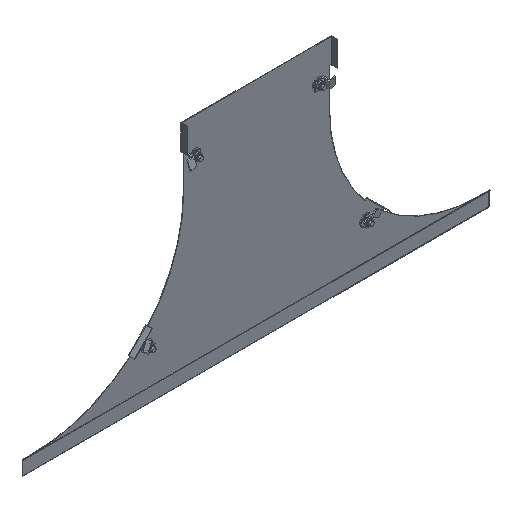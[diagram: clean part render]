
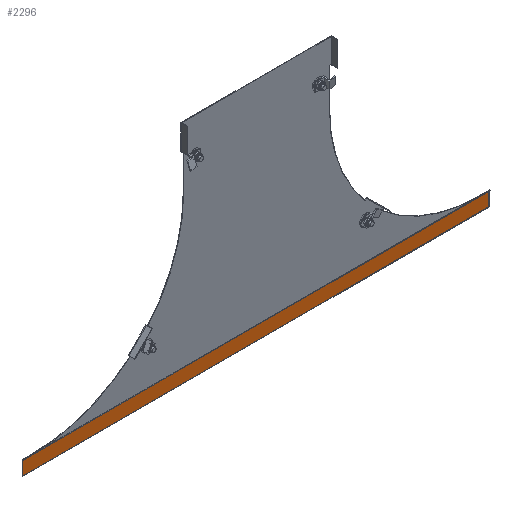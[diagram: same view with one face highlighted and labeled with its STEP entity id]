
A CAD part, isometric view. The second image highlights one B-rep face of the part: STEP entity #2296.
In plain terms, the highlighted planar face has unit normal (0, -1, 0).
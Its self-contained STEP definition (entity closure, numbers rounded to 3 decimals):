
#2 = LINE ( 'NONE', #4299, #5046 ) ;
#25 = CARTESIAN_POINT ( 'NONE',  ( 470., 0.5, -430.5 ) ) ;
#70 = AXIS2_PLACEMENT_3D ( 'NONE', #3072, #307, #3059 ) ;
#134 = VECTOR ( 'NONE', #820, 1000. ) ;
#139 = DIRECTION ( 'NONE',  ( 0., 0., 1. ) ) ;
#170 = CARTESIAN_POINT ( 'NONE',  ( 470., 0.5, -430.914 ) ) ;
#290 = LINE ( 'NONE', #661, #134 ) ;
#307 = DIRECTION ( 'NONE',  ( 0., -1., 0. ) ) ;
#318 = CARTESIAN_POINT ( 'NONE',  ( -470., 0.5, -430.5 ) ) ;
#406 = CARTESIAN_POINT ( 'NONE',  ( -470., 0.5, -458. ) ) ;
#661 = CARTESIAN_POINT ( 'NONE',  ( -470., 0.5, -124.728 ) ) ;
#714 = VERTEX_POINT ( 'NONE', #2906 ) ;
#820 = DIRECTION ( 'NONE',  ( 0., 0., 1. ) ) ;
#839 = EDGE_CURVE ( 'NONE', #714, #2506, #290, .T. ) ;
#932 = VECTOR ( 'NONE', #2808, 1000. ) ;
#936 = ORIENTED_EDGE ( 'NONE', *, *, #1943, .T. ) ;
#1170 = VERTEX_POINT ( 'NONE', #25 ) ;
#1246 = ORIENTED_EDGE ( 'NONE', *, *, #3752, .T. ) ;
#1863 = EDGE_CURVE ( 'NONE', #2291, #2989, #3104, .T. ) ;
#1873 = EDGE_CURVE ( 'NONE', #2989, #714, #5054, .T. ) ;
#1877 = CARTESIAN_POINT ( 'NONE',  ( -470., 0.5, -457.728 ) ) ;
#1885 = LINE ( 'NONE', #5068, #3772 ) ;
#1943 = EDGE_CURVE ( 'NONE', #1170, #2506, #1885, .T. ) ;
#1956 = ORIENTED_EDGE ( 'NONE', *, *, #1863, .F. ) ;
#2015 = VECTOR ( 'NONE', #3528, 1000. ) ;
#2291 = VERTEX_POINT ( 'NONE', #3441 ) ;
#2296 = ADVANCED_FACE ( 'NONE', ( #3600 ), #4338, .T. ) ;
#2395 = EDGE_CURVE ( 'NONE', #2789, #2291, #2, .T. ) ;
#2439 = EDGE_LOOP ( 'NONE', ( #3769, #1246, #936, #3774, #3420, #1956 ) ) ;
#2506 = VERTEX_POINT ( 'NONE', #318 ) ;
#2789 = VERTEX_POINT ( 'NONE', #3404 ) ;
#2808 = DIRECTION ( 'NONE',  ( 0., 0., 1. ) ) ;
#2894 = LINE ( 'NONE', #170, #3804 ) ;
#2906 = CARTESIAN_POINT ( 'NONE',  ( -470., 0.5, -430.914 ) ) ;
#2989 = VERTEX_POINT ( 'NONE', #406 ) ;
#3059 = DIRECTION ( 'NONE',  ( 0., 0., -1. ) ) ;
#3072 = CARTESIAN_POINT ( 'NONE',  ( 450., 0.5, -124.728 ) ) ;
#3104 = LINE ( 'NONE', #3306, #2015 ) ;
#3306 = CARTESIAN_POINT ( 'NONE',  ( 470., 0.5, -458. ) ) ;
#3404 = CARTESIAN_POINT ( 'NONE',  ( 470., 0.5, -430.914 ) ) ;
#3420 = ORIENTED_EDGE ( 'NONE', *, *, #1873, .F. ) ;
#3441 = CARTESIAN_POINT ( 'NONE',  ( 470., 0.5, -458. ) ) ;
#3528 = DIRECTION ( 'NONE',  ( -1., 0., 0. ) ) ;
#3600 = FACE_OUTER_BOUND ( 'NONE', #2439, .T. ) ;
#3752 = EDGE_CURVE ( 'NONE', #2789, #1170, #2894, .T. ) ;
#3769 = ORIENTED_EDGE ( 'NONE', *, *, #2395, .F. ) ;
#3772 = VECTOR ( 'NONE', #4946, 1000. ) ;
#3774 = ORIENTED_EDGE ( 'NONE', *, *, #839, .F. ) ;
#3804 = VECTOR ( 'NONE', #139, 1000. ) ;
#4284 = DIRECTION ( 'NONE',  ( 0., 0., -1. ) ) ;
#4299 = CARTESIAN_POINT ( 'NONE',  ( 470., 0.5, -457.728 ) ) ;
#4338 = PLANE ( 'NONE',  #70 ) ;
#4946 = DIRECTION ( 'NONE',  ( -1., 0., 0. ) ) ;
#5046 = VECTOR ( 'NONE', #4284, 1000. ) ;
#5054 = LINE ( 'NONE', #1877, #932 ) ;
#5068 = CARTESIAN_POINT ( 'NONE',  ( 450., 0.5, -430.5 ) ) ;
